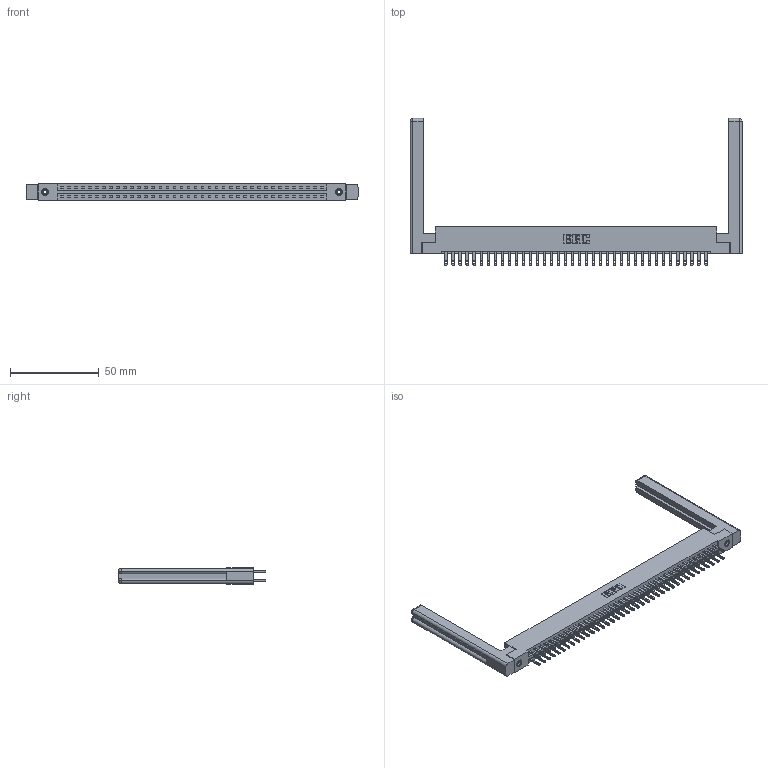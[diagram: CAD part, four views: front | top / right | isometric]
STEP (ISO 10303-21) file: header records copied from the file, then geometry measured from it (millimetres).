
FILE_DESCRIPTION (( 'STEP AP203' ), '1' );
FILE_NAME ('337-076-500-258.STEP', '2019-10-10T04:36:31', ( '' ), ( '' ), 'SwSTEP 2.0', 'SolidWorks 2016', '' );
FILE_SCHEMA (( 'CONFIG_CONTROL_DESIGN' ));
Length unit declared in the file: inch
Products named in the file (5): 307-220-058; 337 Part_Flush Mounting Lugs - 0.156 Dia-TI; 345-292-001_345-293-100; 337-076-500-258; 345-250-001_345-250-001-102
Assembly tree (81 placements, depth 2):
  337-076-500-258
    337 Part_Flush Mounting Lugs - 0.156 Dia-TI
    345-292-001_345-293-100  x76
    345-250-001_345-250-001-102  x2
    307-220-058  x2
Bounding box: 187.2 x 82.94 x 9.4 mm (x, y, z)
Volume: 27049.8 mm3; surface area: 28356.5 mm2
Topology: 81 solids, 81 shells, 4056 faces, 12293 edges, 8182 vertices
Faces by surface type: plane 2586, cylinder 1446, cone 12, torus 12
Entity records: 32544 total; most frequent: CARTESIAN_POINT 5493, ORIENTED_EDGE 5368, DIRECTION 4696, EDGE_CURVE 2684, LINE 2504, VECTOR 2504, VERTEX_POINT 1782, AXIS2_PLACEMENT_3D 1096
